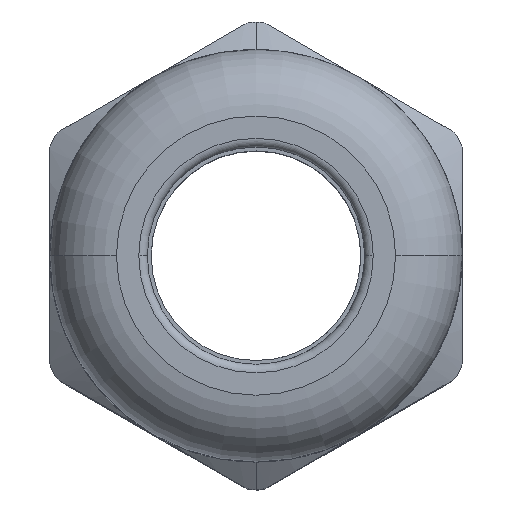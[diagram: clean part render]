
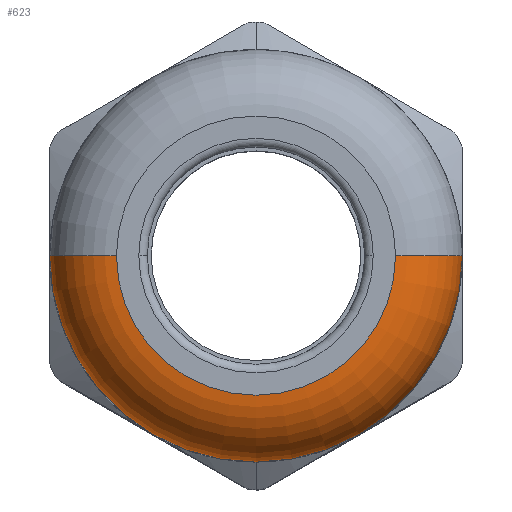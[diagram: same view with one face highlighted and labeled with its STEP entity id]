
A CAD part, top view. The second image highlights one B-rep face of the part: STEP entity #623.
In plain terms, the highlighted toroidal (fillet/blend) face has major radius 7.819 mm and minor radius 4.181 mm.
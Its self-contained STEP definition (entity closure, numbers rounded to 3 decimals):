
#463=AXIS2_PLACEMENT_3D('Circle Axis2P3D',#461,#462,$) ;
#545=AXIS2_PLACEMENT_3D('Circle Axis2P3D',#543,#544,$) ;
#573=AXIS2_PLACEMENT_3D('Circle Axis2P3D',#571,#572,$) ;
#594=AXIS2_PLACEMENT_3D('Circle Axis2P3D',#592,#593,$) ;
#609=AXIS2_PLACEMENT_3D('Torus Axis2P3D',#606,#607,#608) ;
#613=AXIS2_PLACEMENT_3D('Circle Axis2P3D',#611,#612,$) ;
#458=CARTESIAN_POINT('Vertex',(24.,13.611,35.33)) ;
#461=CARTESIAN_POINT('Axis2P3D Location',(12.,13.611,35.33)) ;
#465=CARTESIAN_POINT('Vertex',(12.,1.611,35.33)) ;
#543=CARTESIAN_POINT('Axis2P3D Location',(12.,13.611,35.33)) ;
#547=CARTESIAN_POINT('Vertex',(0.,13.611,35.33)) ;
#571=CARTESIAN_POINT('Axis2P3D Location',(4.181,13.611,35.33)) ;
#575=CARTESIAN_POINT('Vertex',(3.875,13.611,39.5)) ;
#589=CARTESIAN_POINT('Vertex',(20.125,13.611,39.5)) ;
#592=CARTESIAN_POINT('Axis2P3D Location',(19.819,13.611,35.33)) ;
#606=CARTESIAN_POINT('Axis2P3D Location',(12.,13.611,35.33)) ;
#611=CARTESIAN_POINT('Axis2P3D Location',(12.,13.611,39.5)) ;
#462=DIRECTION('Axis2P3D Direction',(0.,0.,-1.)) ;
#544=DIRECTION('Axis2P3D Direction',(0.,0.,-1.)) ;
#572=DIRECTION('Axis2P3D Direction',(0.,-1.,0.)) ;
#593=DIRECTION('Axis2P3D Direction',(0.,1.,0.)) ;
#607=DIRECTION('Axis2P3D Direction',(0.,0.,-1.)) ;
#608=DIRECTION('Axis2P3D XDirection',(1.,0.,0.)) ;
#612=DIRECTION('Axis2P3D Direction',(0.,0.,-1.)) ;
#617=ORIENTED_EDGE('',*,*,#577,.T.) ;
#618=ORIENTED_EDGE('',*,*,#549,.F.) ;
#619=ORIENTED_EDGE('',*,*,#467,.F.) ;
#620=ORIENTED_EDGE('',*,*,#596,.T.) ;
#621=ORIENTED_EDGE('',*,*,#615,.T.) ;
#623=ADVANCED_FACE('VG_M20_OT\\Hauptk\X2\00F6\X0\rper',(#622),#610,.T.) ;
#464=CIRCLE('generated circle',#463,12.) ;
#546=CIRCLE('generated circle',#545,12.) ;
#574=CIRCLE('generated circle',#573,4.181) ;
#595=CIRCLE('generated circle',#594,4.181) ;
#614=CIRCLE('generated circle',#613,8.125) ;
#610=TOROIDAL_SURFACE('homeo Torus',#609,7.819,4.181) ;
#467=EDGE_CURVE('',#459,#466,#464,.T.) ;
#549=EDGE_CURVE('',#466,#548,#546,.T.) ;
#577=EDGE_CURVE('',#576,#548,#574,.T.) ;
#596=EDGE_CURVE('',#459,#590,#595,.F.) ;
#615=EDGE_CURVE('',#590,#576,#614,.T.) ;
#616=EDGE_LOOP('',(#617,#618,#619,#620,#621)) ;
#622=FACE_OUTER_BOUND('',#616,.T.) ;
#459=VERTEX_POINT('',#458) ;
#466=VERTEX_POINT('',#465) ;
#548=VERTEX_POINT('',#547) ;
#576=VERTEX_POINT('',#575) ;
#590=VERTEX_POINT('',#589) ;
